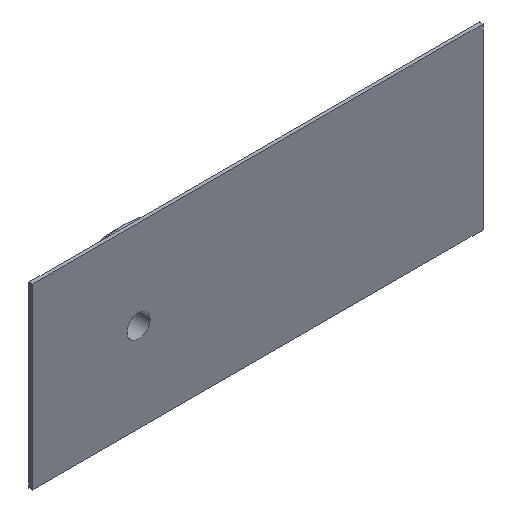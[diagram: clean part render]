
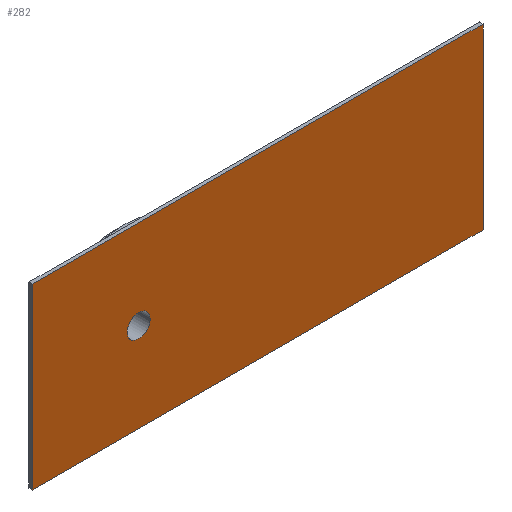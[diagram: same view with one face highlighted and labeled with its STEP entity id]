
A CAD part, isometric view. The second image highlights one B-rep face of the part: STEP entity #282.
In plain terms, the highlighted planar face has unit normal (0, -1, 0).
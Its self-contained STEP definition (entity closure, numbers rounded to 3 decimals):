
#2=DIRECTION('',(-1.,0.,0.));
#3=VECTOR('',#2,197.137);
#4=CARTESIAN_POINT('',(90.871,25.5,60.081));
#5=LINE('',#4,#3);
#10=CARTESIAN_POINT('',(-59.766,25.5,21.081));
#11=DIRECTION('',(0.,1.,0.));
#12=DIRECTION('',(-1.,0.,0.));
#13=AXIS2_PLACEMENT_3D('',#10,#11,#12);
#15=CARTESIAN_POINT('',(-59.766,25.5,21.081));
#16=DIRECTION('',(0.,1.,0.));
#17=DIRECTION('',(1.,0.,0.));
#18=AXIS2_PLACEMENT_3D('',#15,#16,#17);
#20=DIRECTION('',(-1.,0.,0.));
#21=VECTOR('',#20,197.137);
#22=CARTESIAN_POINT('',(90.871,25.5,-17.919));
#23=LINE('',#22,#21);
#24=DIRECTION('',(0.,0.,-1.));
#25=VECTOR('',#24,78.);
#26=CARTESIAN_POINT('',(90.871,25.5,60.081));
#27=LINE('',#26,#25);
#125=DIRECTION('',(0.,0.,1.));
#126=VECTOR('',#125,78.);
#127=CARTESIAN_POINT('',(-106.266,25.5,-17.919));
#128=LINE('',#127,#126);
#206=CARTESIAN_POINT('',(-64.766,25.5,21.081));
#207=CARTESIAN_POINT('',(-54.766,25.5,21.081));
#208=VERTEX_POINT('',#206);
#209=VERTEX_POINT('',#207);
#214=CARTESIAN_POINT('',(90.871,25.5,60.081));
#215=CARTESIAN_POINT('',(90.871,25.5,-17.919));
#216=VERTEX_POINT('',#214);
#217=VERTEX_POINT('',#215);
#222=CARTESIAN_POINT('',(-106.266,25.5,-17.919));
#223=VERTEX_POINT('',#222);
#224=CARTESIAN_POINT('',(-106.266,25.5,60.081));
#225=VERTEX_POINT('',#224);
#262=CARTESIAN_POINT('',(0.,25.5,0.));
#263=DIRECTION('',(0.,1.,0.));
#264=DIRECTION('',(-1.,0.,0.));
#265=AXIS2_PLACEMENT_3D('',#262,#263,#264);
#266=PLANE('',#265);
#268=ORIENTED_EDGE('',*,*,#267,.T.);
#270=ORIENTED_EDGE('',*,*,#269,.T.);
#271=ORIENTED_EDGE('',*,*,#251,.F.);
#273=ORIENTED_EDGE('',*,*,#272,.T.);
#274=EDGE_LOOP('',(#268,#270,#271,#273));
#275=FACE_OUTER_BOUND('',#274,.F.);
#277=ORIENTED_EDGE('',*,*,#276,.F.);
#279=ORIENTED_EDGE('',*,*,#278,.F.);
#280=EDGE_LOOP('',(#277,#279));
#281=FACE_BOUND('',#280,.F.);
#282=ADVANCED_FACE('',(#275,#281),#266,.F.);
#14=CIRCLE('',#13,5.);
#19=CIRCLE('',#18,5.);
#251=EDGE_CURVE('',#216,#225,#5,.T.);
#267=EDGE_CURVE('',#217,#223,#23,.T.);
#269=EDGE_CURVE('',#223,#225,#128,.T.);
#272=EDGE_CURVE('',#216,#217,#27,.T.);
#276=EDGE_CURVE('',#208,#209,#14,.T.);
#278=EDGE_CURVE('',#209,#208,#19,.T.);
